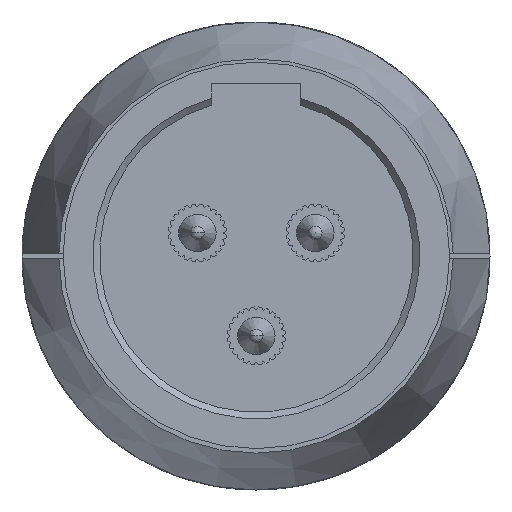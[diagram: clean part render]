
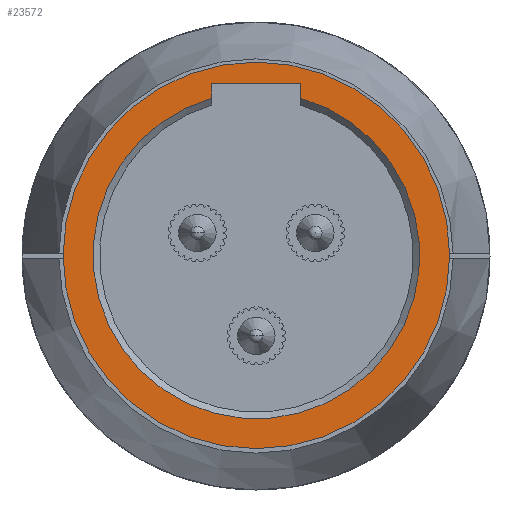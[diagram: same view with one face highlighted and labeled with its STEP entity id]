
A CAD part, front view. The second image highlights one B-rep face of the part: STEP entity #23572.
In plain terms, the highlighted face is planar.
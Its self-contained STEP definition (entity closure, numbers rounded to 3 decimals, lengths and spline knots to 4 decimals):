
#911=FACE_BOUND('',#8831,.T.);
#967=PLANE('',#25069);
#1708=CIRCLE('',#24981,5.2451);
#1710=CIRCLE('',#24984,4.4323);
#2544=LINE('',#35902,#4841);
#2545=LINE('',#35904,#4842);
#2546=LINE('',#35905,#4843);
#4841=VECTOR('',#27387,1000.);
#4842=VECTOR('',#27388,1000.);
#4843=VECTOR('',#27389,1000.);
#7545=FACE_OUTER_BOUND('',#8830,.T.);
#8830=EDGE_LOOP('',(#16697));
#8831=EDGE_LOOP('',(#16698,#16699,#16700,#16701));
#10589=VERTEX_POINT('',#35642);
#10592=VERTEX_POINT('',#35649);
#10593=VERTEX_POINT('',#35654);
#10690=VERTEX_POINT('',#35901);
#10691=VERTEX_POINT('',#35903);
#12910=EDGE_CURVE('',#10589,#10589,#1708,.T.);
#12913=EDGE_CURVE('',#10592,#10593,#1710,.T.);
#13024=EDGE_CURVE('',#10592,#10690,#2544,.T.);
#13025=EDGE_CURVE('',#10691,#10690,#2545,.T.);
#13026=EDGE_CURVE('',#10691,#10593,#2546,.T.);
#16697=ORIENTED_EDGE('',*,*,#12910,.F.);
#16698=ORIENTED_EDGE('',*,*,#12913,.F.);
#16699=ORIENTED_EDGE('',*,*,#13024,.T.);
#16700=ORIENTED_EDGE('',*,*,#13025,.F.);
#16701=ORIENTED_EDGE('',*,*,#13026,.T.);
#23572=ADVANCED_FACE('',(#7545,#911),#967,.F.);
#24981=AXIS2_PLACEMENT_3D('',#35644,#27155,#27156);
#24984=AXIS2_PLACEMENT_3D('',#35655,#27161,#27162);
#25069=AXIS2_PLACEMENT_3D('',#35900,#27385,#27386);
#27155=DIRECTION('center_axis',(0.,0.,-1.));
#27156=DIRECTION('ref_axis',(-1.,0.,0.));
#27161=DIRECTION('center_axis',(0.,0.,1.));
#27162=DIRECTION('ref_axis',(1.,0.,0.));
#27385=DIRECTION('center_axis',(0.,0.,-1.));
#27386=DIRECTION('ref_axis',(-1.,0.,0.));
#27387=DIRECTION('',(0.,1.,0.));
#27388=DIRECTION('',(-1.,0.,0.));
#27389=DIRECTION('',(0.,-1.,0.));
#35642=CARTESIAN_POINT('',(5.2451,0.,0.));
#35644=CARTESIAN_POINT('Origin',(0.,0.,0.));
#35649=CARTESIAN_POINT('',(-1.2065,4.2649,0.));
#35654=CARTESIAN_POINT('',(1.2065,4.2649,0.));
#35655=CARTESIAN_POINT('Origin',(0.,0.,0.));
#35900=CARTESIAN_POINT('Origin',(0.,5.2451,0.));
#35901=CARTESIAN_POINT('',(-1.2065,4.6609,0.));
#35902=CARTESIAN_POINT('',(-1.2065,4.6609,0.));
#35903=CARTESIAN_POINT('',(1.2065,4.6609,0.));
#35904=CARTESIAN_POINT('',(0.,4.6609,0.));
#35905=CARTESIAN_POINT('',(1.2065,4.6609,0.));
